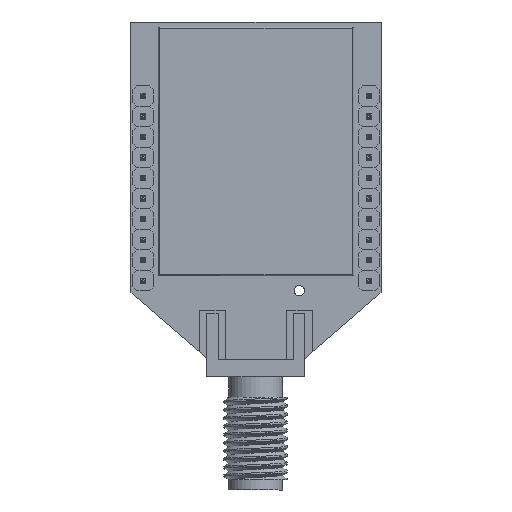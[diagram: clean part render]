
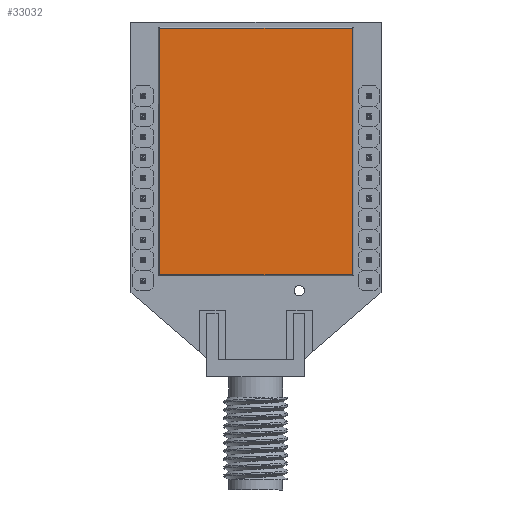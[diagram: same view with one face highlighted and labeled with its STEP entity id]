
A CAD part, front view. The second image highlights one B-rep face of the part: STEP entity #33032.
In plain terms, the highlighted planar face has unit normal (0, -1, 0).
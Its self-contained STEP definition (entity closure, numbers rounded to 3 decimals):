
#1273 = LINE ( 'NONE', #26365, #32084 ) ;
#1456 = DIRECTION ( 'NONE',  ( 0., 0., -1. ) ) ;
#1756 = CARTESIAN_POINT ( 'NONE',  ( 18.923, 0., -24.13 ) ) ;
#3584 = AXIS2_PLACEMENT_3D ( 'NONE', #26349, #29016, #1456 ) ;
#3721 = CARTESIAN_POINT ( 'NONE',  ( 0.127, 0., 0. ) ) ;
#5257 = EDGE_CURVE ( 'NONE', #9839, #30692, #17091, .T. ) ;
#6289 = CARTESIAN_POINT ( 'NONE',  ( 0.127, 0., -0.127 ) ) ;
#9663 = EDGE_LOOP ( 'NONE', ( #24805, #35471, #24377, #16703 ) ) ;
#9839 = VERTEX_POINT ( 'NONE', #6289 ) ;
#14371 = LINE ( 'NONE', #3721, #33551 ) ;
#14975 = VERTEX_POINT ( 'NONE', #21585 ) ;
#14998 = DIRECTION ( 'NONE',  ( -1., 0., 0. ) ) ;
#16703 = ORIENTED_EDGE ( 'NONE', *, *, #29059, .F. ) ;
#17091 = LINE ( 'NONE', #28428, #21511 ) ;
#18039 = PLANE ( 'NONE',  #3584 ) ;
#18744 = EDGE_CURVE ( 'NONE', #14975, #9839, #14371, .T. ) ;
#20001 = DIRECTION ( 'NONE',  ( 1., 0., 0. ) ) ;
#21511 = VECTOR ( 'NONE', #20001, 1000. ) ;
#21585 = CARTESIAN_POINT ( 'NONE',  ( 0.127, 0., -24.13 ) ) ;
#21787 = LINE ( 'NONE', #28025, #31738 ) ;
#23719 = CARTESIAN_POINT ( 'NONE',  ( 18.923, 0., -0.127 ) ) ;
#24377 = ORIENTED_EDGE ( 'NONE', *, *, #18744, .F. ) ;
#24805 = ORIENTED_EDGE ( 'NONE', *, *, #32751, .F. ) ;
#26349 = CARTESIAN_POINT ( 'NONE',  ( 0., 0., -24.257 ) ) ;
#26365 = CARTESIAN_POINT ( 'NONE',  ( 0., 0., -24.13 ) ) ;
#28025 = CARTESIAN_POINT ( 'NONE',  ( 18.923, 0., 0. ) ) ;
#28182 = DIRECTION ( 'NONE',  ( 0., 0., -1. ) ) ;
#28428 = CARTESIAN_POINT ( 'NONE',  ( 0., 0., -0.127 ) ) ;
#29016 = DIRECTION ( 'NONE',  ( 0., -1., 0. ) ) ;
#29059 = EDGE_CURVE ( 'NONE', #31451, #14975, #1273, .T. ) ;
#30692 = VERTEX_POINT ( 'NONE', #23719 ) ;
#31156 = FACE_OUTER_BOUND ( 'NONE', #9663, .T. ) ;
#31451 = VERTEX_POINT ( 'NONE', #1756 ) ;
#31738 = VECTOR ( 'NONE', #28182, 1000. ) ;
#32084 = VECTOR ( 'NONE', #14998, 1000. ) ;
#32751 = EDGE_CURVE ( 'NONE', #30692, #31451, #21787, .T. ) ;
#33032 = ADVANCED_FACE ( 'NONE', ( #31156 ), #18039, .T. ) ;
#33414 = DIRECTION ( 'NONE',  ( 0., 0., 1. ) ) ;
#33551 = VECTOR ( 'NONE', #33414, 1000. ) ;
#35471 = ORIENTED_EDGE ( 'NONE', *, *, #5257, .F. ) ;
